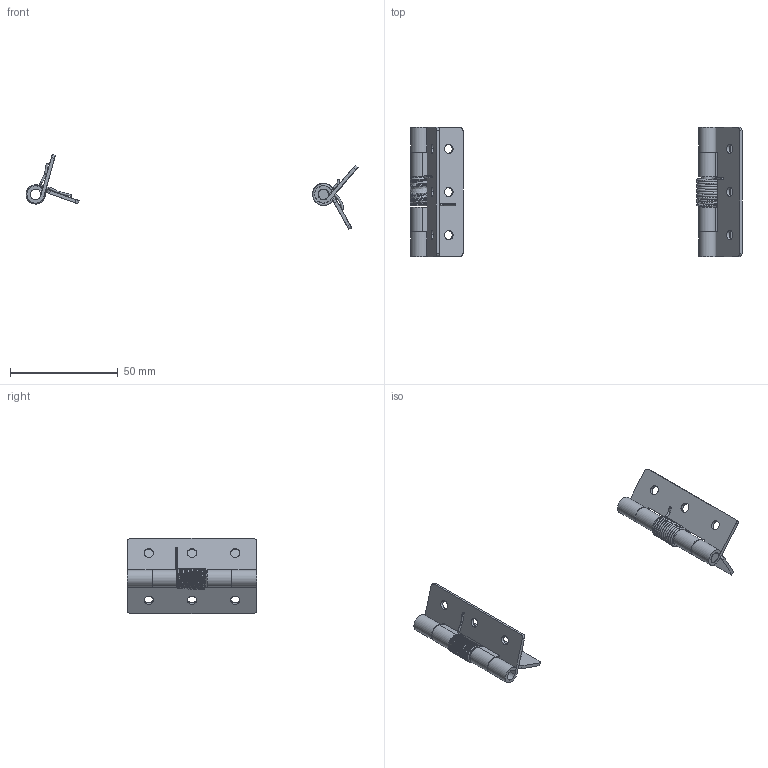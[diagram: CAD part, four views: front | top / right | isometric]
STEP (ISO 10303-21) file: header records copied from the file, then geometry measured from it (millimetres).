
FILE_DESCRIPTION(/* description */ (''),/* implementation_level */ '2;1');
FILE_NAME(/* name */ 'JL253-6',/* time_stamp */ '2024-10-17T10:48:25+08:00',/* author */ (''),/* organization */ (''),/* preprocessor_version */ 'ST-DEVELOPER v19.2',/* originating_system */ 'Rhino 8.5',/* authorisation */ '');
FILE_SCHEMA (('CONFIG_CONTROL_DESIGN'));
Length unit declared in the file: millimetre
Products named in the file (1): Document
Bounding box: 154.31 x 60 x 34.92 mm (x, y, z)
Volume: 10009 mm3; surface area: 16474.2 mm2
Topology: 7 solids, 7 shells, 152 faces, 400 edges, 262 vertices
Faces by surface type: cylinder 84, plane 54, bspline 14
Entity records: 23888 total; most frequent: CARTESIAN_POINT 20446, ORIENTED_EDGE 800, DIRECTION 458, EDGE_CURVE 400, AXIS2_PLACEMENT_3D 298, VERTEX_POINT 262, EDGE_LOOP 176, B_SPLINE_CURVE_WITH_KNOTS 168
